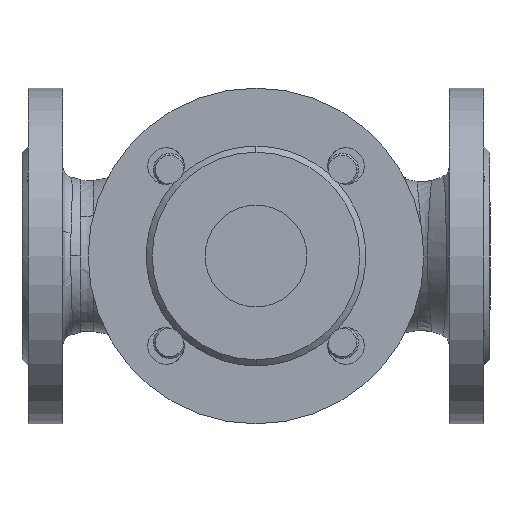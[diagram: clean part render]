
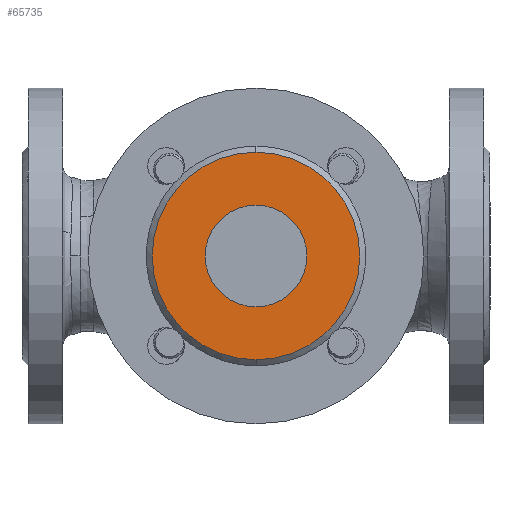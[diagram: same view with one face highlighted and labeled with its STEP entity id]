
A CAD part, front view. The second image highlights one B-rep face of the part: STEP entity #65735.
In plain terms, the highlighted planar face has unit normal (0, -1, 0).
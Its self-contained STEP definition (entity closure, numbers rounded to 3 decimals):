
#7268 = AXIS2_PLACEMENT_3D ( 'NONE', #97400, #78356, #77096 ) ;
#8044 = EDGE_CURVE ( 'NONE', #55539, #91328, #43834, .T. ) ;
#15040 = ORIENTED_EDGE ( 'NONE', *, *, #81886, .F. ) ;
#23789 = CARTESIAN_POINT ( 'NONE',  ( 0., -159., -25. ) ) ;
#30017 = DIRECTION ( 'NONE',  ( 0., -1., 0. ) ) ;
#36241 = AXIS2_PLACEMENT_3D ( 'NONE', #143329, #56454, #157920 ) ;
#40900 = PLANE ( 'NONE',  #81621 ) ;
#42708 = CARTESIAN_POINT ( 'NONE',  ( 0., -159., 25. ) ) ;
#43834 = CIRCLE ( 'NONE', #7268, 25. ) ;
#51328 = EDGE_CURVE ( 'NONE', #136842, #129964, #155959, .T. ) ;
#55483 = DIRECTION ( 'NONE',  ( 0., 0., 1. ) ) ;
#55539 = VERTEX_POINT ( 'NONE', #23789 ) ;
#56454 = DIRECTION ( 'NONE',  ( 0., 1., 0. ) ) ;
#65735 = ADVANCED_FACE ( 'NONE', ( #153186, #80602 ), #40900, .F. ) ;
#69066 = CARTESIAN_POINT ( 'NONE',  ( 0., -159., 0. ) ) ;
#77096 = DIRECTION ( 'NONE',  ( 0., 0., -1. ) ) ;
#78356 = DIRECTION ( 'NONE',  ( 0., -1., 0. ) ) ;
#80602 = FACE_OUTER_BOUND ( 'NONE', #112610, .T. ) ;
#80846 = ORIENTED_EDGE ( 'NONE', *, *, #8044, .F. ) ;
#81621 = AXIS2_PLACEMENT_3D ( 'NONE', #141759, #142385, #55483 ) ;
#81886 = EDGE_CURVE ( 'NONE', #91328, #55539, #161882, .T. ) ;
#83654 = DIRECTION ( 'NONE',  ( 0., 0., 1. ) ) ;
#85249 = ORIENTED_EDGE ( 'NONE', *, *, #116627, .F. ) ;
#90393 = CIRCLE ( 'NONE', #182243, 51. ) ;
#91328 = VERTEX_POINT ( 'NONE', #42708 ) ;
#97400 = CARTESIAN_POINT ( 'NONE',  ( 0., -159., 0. ) ) ;
#103485 = ORIENTED_EDGE ( 'NONE', *, *, #51328, .F. ) ;
#112610 = EDGE_LOOP ( 'NONE', ( #103485, #85249 ) ) ;
#116627 = EDGE_CURVE ( 'NONE', #129964, #136842, #90393, .T. ) ;
#116949 = CARTESIAN_POINT ( 'NONE',  ( 0., -159., 0. ) ) ;
#117926 = CARTESIAN_POINT ( 'NONE',  ( 0., -159., -51. ) ) ;
#129964 = VERTEX_POINT ( 'NONE', #117926 ) ;
#131497 = DIRECTION ( 'NONE',  ( 0., 0., -1. ) ) ;
#136842 = VERTEX_POINT ( 'NONE', #178991 ) ;
#141759 = CARTESIAN_POINT ( 'NONE',  ( 25., -159., 0. ) ) ;
#142385 = DIRECTION ( 'NONE',  ( 0., 1., 0. ) ) ;
#143329 = CARTESIAN_POINT ( 'NONE',  ( 0., -159., 0. ) ) ;
#153186 = FACE_BOUND ( 'NONE', #173508, .T. ) ;
#155959 = CIRCLE ( 'NONE', #36241, 51. ) ;
#157920 = DIRECTION ( 'NONE',  ( 0., 0., 1. ) ) ;
#161882 = CIRCLE ( 'NONE', #169528, 25. ) ;
#169528 = AXIS2_PLACEMENT_3D ( 'NONE', #116949, #30017, #131497 ) ;
#170567 = DIRECTION ( 'NONE',  ( 0., 1., 0. ) ) ;
#173508 = EDGE_LOOP ( 'NONE', ( #80846, #15040 ) ) ;
#178991 = CARTESIAN_POINT ( 'NONE',  ( 0., -159., 51. ) ) ;
#182243 = AXIS2_PLACEMENT_3D ( 'NONE', #69066, #170567, #83654 ) ;
